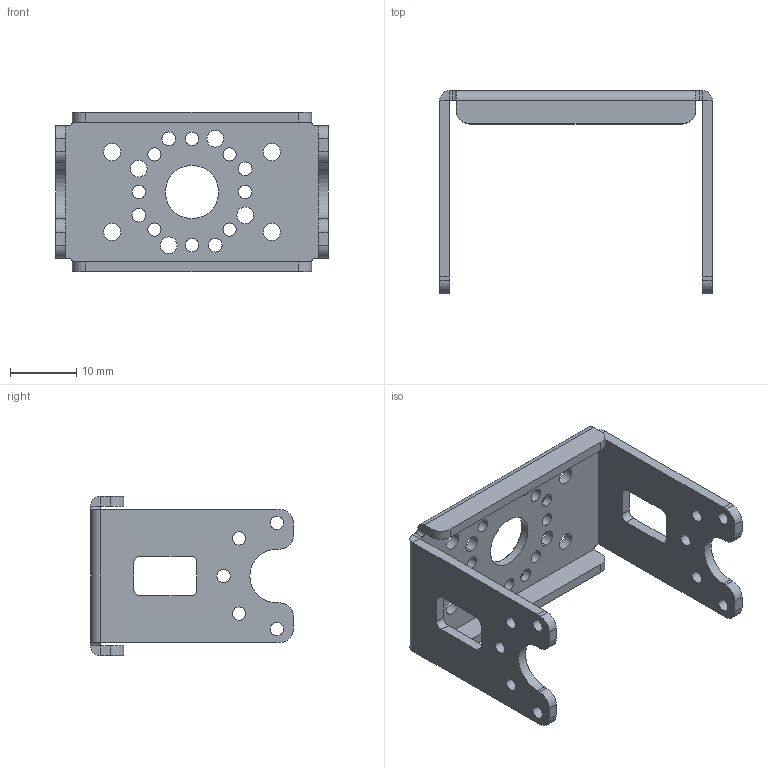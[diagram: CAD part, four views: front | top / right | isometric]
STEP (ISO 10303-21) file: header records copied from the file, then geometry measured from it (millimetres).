
FILE_DESCRIPTION((''),'2;1');
FILE_NAME('FR12_H101','2016-05-16T',('RICK'),(''),'PRO/ENGINEER BY PARAMETRIC TECHNOLOGY CORPORATION, 2013410','PRO/ENGINEER BY PARAMETRIC TECHNOLOGY CORPORATION, 2013410','');
FILE_SCHEMA(('CONFIG_CONTROL_DESIGN'));
Length unit declared in the file: millimetre
Products named in the file (1): FR12_H101
Bounding box: 41 x 30.5 x 24 mm (x, y, z)
Volume: 2944.8 mm3; surface area: 4750 mm2
Topology: 1 solids, 1 shells, 154 faces, 414 edges, 262 vertices
Faces by surface type: cylinder 96, plane 48, cone 10
Entity records: 5034 total; most frequent: DIRECTION 924, CARTESIAN_POINT 830, ORIENTED_EDGE 828, EDGE_CURVE 414, AXIS2_PLACEMENT_3D 356, VERTEX_POINT 262, EDGE_LOOP 220, VECTOR 212
